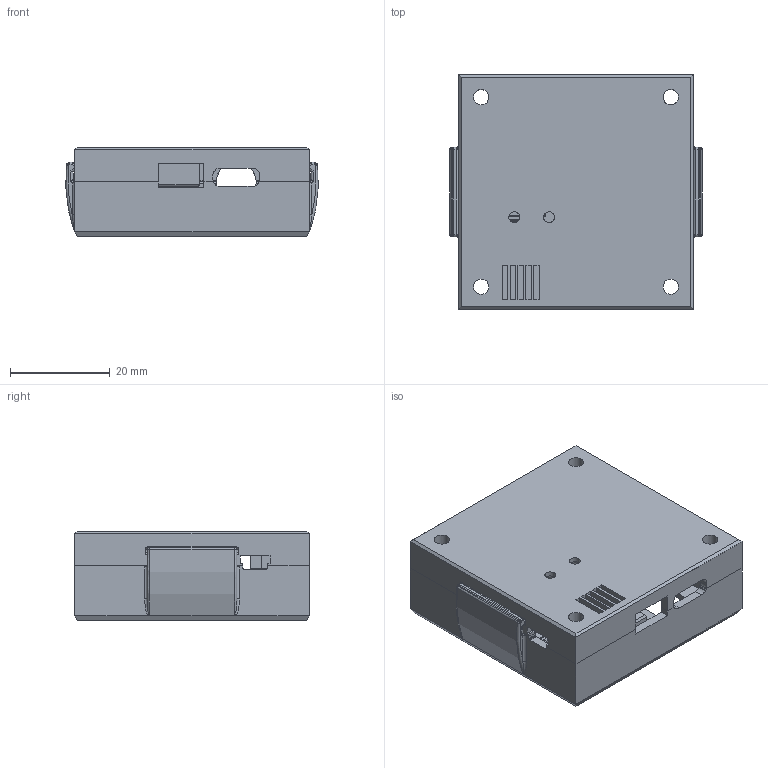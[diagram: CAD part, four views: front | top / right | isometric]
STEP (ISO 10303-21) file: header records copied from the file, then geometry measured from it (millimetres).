
FILE_DESCRIPTION(/* description */ ('','CAx-IF Rec.Pracs.---Representation and Presentation of Product Manufacturing Information (PMI)---4.0---2014-10-13'),/* implementation_level */ '2;1');
FILE_NAME(/* name */ 'Postcard Housing Bare.step',/* time_stamp */ '2024-12-17T14:41:36-07:00',/* author */ (''),/* organization */ (''),/* preprocessor_version */ 'ST-DEVELOPER v20',/* originating_system */ 'Autodesk Translation Framework v13.20.0.188',/* authorisation */ '');
FILE_SCHEMA (('AP242_MANAGED_MODEL_BASED_3D_ENGINEERING_MIM_LF { 1 0 10303 442 1 1 4 }'));
Length unit declared in the file: millimetre
Products named in the file (2): Housing 2; Portability Interface
Assembly tree (1 placements, depth 2):
  Housing 2
    Portability Interface
Bounding box: 50.74 x 47.18 x 18 mm (x, y, z)
Volume: 13434.9 mm3; surface area: 15192.7 mm2
Topology: 2 solids, 2 shells, 545 faces, 1420 edges, 872 vertices
Faces by surface type: plane 342, cylinder 157, bspline 19, sphere 16, torus 9, cone 2
Full cylindrical faces by diameter (mm): 2.2 x2, 3.1 x7
Entity records: 17098 total; most frequent: CARTESIAN_POINT 3705, ORIENTED_EDGE 2838, DIRECTION 2671, EDGE_CURVE 1419, LINE 1093, VECTOR 1093, VERTEX_POINT 872, AXIS2_PLACEMENT_3D 789
